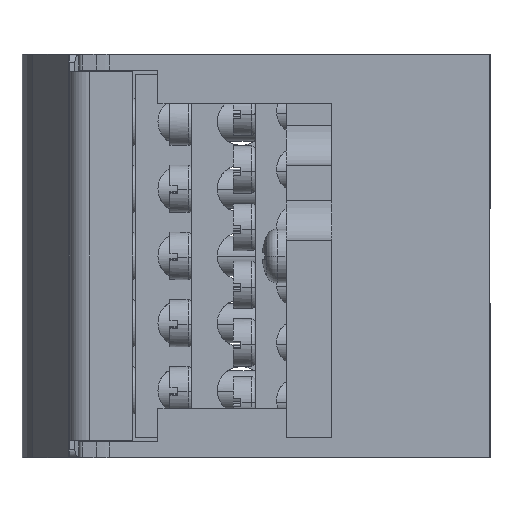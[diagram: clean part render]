
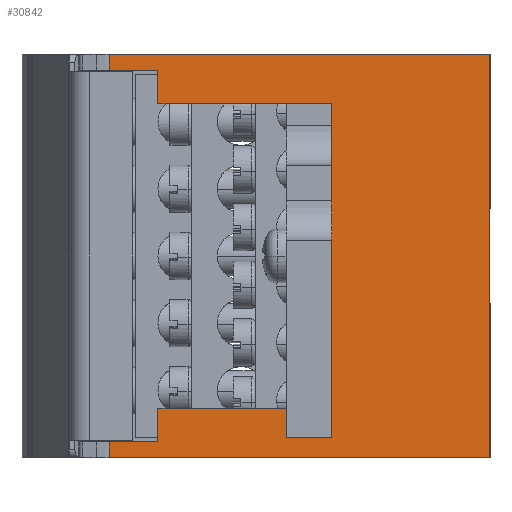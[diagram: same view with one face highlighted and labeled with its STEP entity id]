
A CAD part, left-side view. The second image highlights one B-rep face of the part: STEP entity #30842.
In plain terms, the highlighted planar face has unit normal (-1, 0, 0).
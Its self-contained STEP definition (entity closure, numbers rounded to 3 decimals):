
#9465=DIRECTION('',(0.,0.,1.));
#9466=VECTOR('',#9465,29.);
#9467=CARTESIAN_POINT('',(-21.,20.,-17.5));
#9468=LINE('',#9467,#9466);
#9469=DIRECTION('',(0.,0.,1.));
#9470=VECTOR('',#9469,7.75);
#9471=CARTESIAN_POINT('',(-21.,20.,11.5));
#9472=LINE('',#9471,#9470);
#9473=DIRECTION('',(0.,1.,0.));
#9474=VECTOR('',#9473,6.172);
#9475=CARTESIAN_POINT('',(-21.,42.,23.5));
#9476=LINE('',#9475,#9474);
#9477=DIRECTION('',(0.,-1.,0.));
#9478=VECTOR('',#9477,48.172);
#9479=CARTESIAN_POINT('',(-21.,48.172,25.5));
#9480=LINE('',#9479,#9478);
#9481=DIRECTION('',(0.,0.,-1.));
#9482=VECTOR('',#9481,51.);
#9483=CARTESIAN_POINT('',(-21.,0.,25.5));
#9484=LINE('',#9483,#9482);
#9485=DIRECTION('',(0.,1.,0.));
#9486=VECTOR('',#9485,48.172);
#9487=CARTESIAN_POINT('',(-21.,0.,-25.5));
#9488=LINE('',#9487,#9486);
#9489=DIRECTION('',(0.,-1.,0.));
#9490=VECTOR('',#9489,6.172);
#9491=CARTESIAN_POINT('',(-21.,48.172,-23.5));
#9492=LINE('',#9491,#9490);
#9493=DIRECTION('',(0.,-1.,0.));
#9494=VECTOR('',#9493,22.);
#9495=CARTESIAN_POINT('',(-21.,42.,-19.25));
#9496=LINE('',#9495,#9494);
#9497=DIRECTION('',(0.,0.,1.));
#9498=VECTOR('',#9497,1.75);
#9499=CARTESIAN_POINT('',(-21.,20.,-19.25));
#9500=LINE('',#9499,#9498);
#9509=DIRECTION('',(0.,-1.,0.));
#9510=VECTOR('',#9509,22.);
#9511=CARTESIAN_POINT('',(-21.,42.,19.25));
#9512=LINE('',#9511,#9510);
#11060=DIRECTION('',(0.,0.,-1.));
#11061=VECTOR('',#11060,2.);
#11062=CARTESIAN_POINT('',(-21.,48.172,-23.5));
#11063=LINE('',#11062,#11061);
#12217=DIRECTION('',(0.,0.,-1.));
#12218=VECTOR('',#12217,4.25);
#12219=CARTESIAN_POINT('',(-21.,42.,-19.25));
#12220=LINE('',#12219,#12218);
#12317=DIRECTION('',(0.,0.,-1.));
#12318=VECTOR('',#12317,2.);
#12319=CARTESIAN_POINT('',(-21.,48.172,25.5));
#12320=LINE('',#12319,#12318);
#12321=DIRECTION('',(0.,0.,-1.));
#12322=VECTOR('',#12321,4.25);
#12323=CARTESIAN_POINT('',(-21.,42.,23.5));
#12324=LINE('',#12323,#12322);
#14126=CARTESIAN_POINT('',(-21.,48.172,-25.5));
#14127=VERTEX_POINT('',#14126);
#14128=CARTESIAN_POINT('',(-21.,0.,-25.5));
#14129=VERTEX_POINT('',#14128);
#14212=CARTESIAN_POINT('',(-21.,48.172,23.5));
#14213=VERTEX_POINT('',#14212);
#14215=CARTESIAN_POINT('',(-21.,42.,23.5));
#14217=VERTEX_POINT('',#14215);
#14224=CARTESIAN_POINT('',(-21.,20.,19.25));
#14226=VERTEX_POINT('',#14224);
#14229=CARTESIAN_POINT('',(-21.,20.,-19.25));
#14231=VERTEX_POINT('',#14229);
#14416=CARTESIAN_POINT('',(-21.,0.,25.5));
#14417=VERTEX_POINT('',#14416);
#14542=CARTESIAN_POINT('',(-21.,48.172,25.5));
#14543=VERTEX_POINT('',#14542);
#14574=CARTESIAN_POINT('',(-21.,48.172,-23.5));
#14576=VERTEX_POINT('',#14574);
#14604=CARTESIAN_POINT('',(-21.,42.,-19.25));
#14605=VERTEX_POINT('',#14604);
#14606=CARTESIAN_POINT('',(-21.,42.,-23.5));
#14607=VERTEX_POINT('',#14606);
#14608=CARTESIAN_POINT('',(-21.,42.,19.25));
#14609=VERTEX_POINT('',#14608);
#16988=CARTESIAN_POINT('',(-21.,20.,11.5));
#16989=VERTEX_POINT('',#16988);
#16996=CARTESIAN_POINT('',(-21.,20.,-17.5));
#16997=VERTEX_POINT('',#16996);
#30810=CARTESIAN_POINT('',(-21.,24.086,0.));
#30811=DIRECTION('',(1.,0.,0.));
#30812=DIRECTION('',(0.,-1.,0.));
#30813=AXIS2_PLACEMENT_3D('',#30810,#30811,#30812);
#30814=PLANE('',#30813);
#30815=ORIENTED_EDGE('',*,*,#30735,.T.);
#30816=ORIENTED_EDGE('',*,*,#19178,.T.);
#30818=ORIENTED_EDGE('',*,*,#30817,.F.);
#30820=ORIENTED_EDGE('',*,*,#30819,.F.);
#30822=ORIENTED_EDGE('',*,*,#30821,.T.);
#30824=ORIENTED_EDGE('',*,*,#30823,.F.);
#30826=ORIENTED_EDGE('',*,*,#30825,.T.);
#30828=ORIENTED_EDGE('',*,*,#30827,.T.);
#30830=ORIENTED_EDGE('',*,*,#30829,.T.);
#30832=ORIENTED_EDGE('',*,*,#30831,.F.);
#30834=ORIENTED_EDGE('',*,*,#30833,.T.);
#30836=ORIENTED_EDGE('',*,*,#30835,.F.);
#30838=ORIENTED_EDGE('',*,*,#30837,.T.);
#30839=ORIENTED_EDGE('',*,*,#19162,.T.);
#30840=EDGE_LOOP('',(#30815,#30816,#30818,#30820,#30822,#30824,#30826,#30828,
#30830,#30832,#30834,#30836,#30838,#30839));
#30841=FACE_OUTER_BOUND('',#30840,.F.);
#19162=EDGE_CURVE('',#14231,#16997,#9500,.T.);
#19178=EDGE_CURVE('',#16989,#14226,#9472,.T.);
#30735=EDGE_CURVE('',#16997,#16989,#9468,.T.);
#30817=EDGE_CURVE('',#14609,#14226,#9512,.T.);
#30819=EDGE_CURVE('',#14217,#14609,#12324,.T.);
#30821=EDGE_CURVE('',#14217,#14213,#9476,.T.);
#30823=EDGE_CURVE('',#14543,#14213,#12320,.T.);
#30825=EDGE_CURVE('',#14543,#14417,#9480,.T.);
#30827=EDGE_CURVE('',#14417,#14129,#9484,.T.);
#30829=EDGE_CURVE('',#14129,#14127,#9488,.T.);
#30831=EDGE_CURVE('',#14576,#14127,#11063,.T.);
#30833=EDGE_CURVE('',#14576,#14607,#9492,.T.);
#30835=EDGE_CURVE('',#14605,#14607,#12220,.T.);
#30837=EDGE_CURVE('',#14605,#14231,#9496,.T.);
#30842=ADVANCED_FACE('',(#30841),#30814,.F.);
